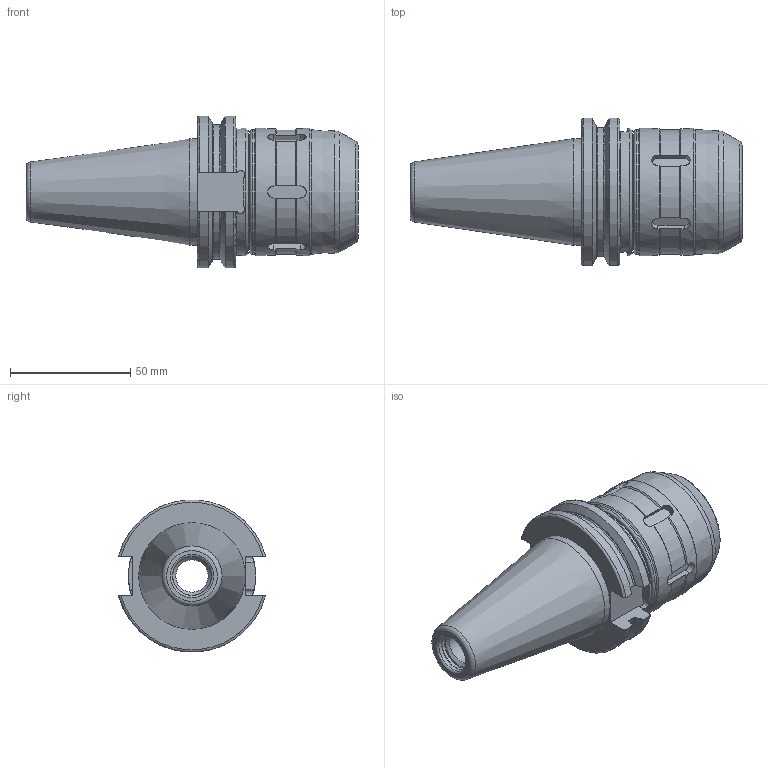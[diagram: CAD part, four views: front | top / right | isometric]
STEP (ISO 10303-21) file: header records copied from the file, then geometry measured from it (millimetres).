
FILE_DESCRIPTION(/* description */ (''),/* implementation_level */ '2;1');
FILE_NAME(/* name */ 'CAT40-MC075-0276.stp',/* time_stamp */ '2019-07-09T13:27:57-05:00',/* author */ ('ldfli'),/* organization */ (''),/* preprocessor_version */ 'ST-DEVELOPER v18',/* originating_system */ 'Autodesk Inventor LT',/* authorisation */ '');
FILE_SCHEMA (('AUTOMOTIVE_DESIGN { 1 0 10303 214 3 1 1 }'));
Length unit declared in the file: millimetre
Products named in the file (1): CAT40-MC075-0276
Bounding box: 138.28 x 61.4 x 63.31 mm (x, y, z)
Volume: 175435.5 mm3; surface area: 46091.2 mm2
Topology: 2 solids, 3 shells, 206 faces, 619 edges, 427 vertices
Faces by surface type: cylinder 67, plane 64, torus 44, cone 28, bspline 3
Full cylindrical faces by diameter (mm): 10 x1, 13.494 x1, 13.835 x1, 16.3 x1, 16.8 x1, 21 x1, 26 x1, 38.701 x1, 44.45 x1, 46.7 x2, 52 x1, 53 x3
Entity records: 8243 total; most frequent: CARTESIAN_POINT 2689, ORIENTED_EDGE 1238, DIRECTION 1127, EDGE_CURVE 619, AXIS2_PLACEMENT_3D 451, VERTEX_POINT 427, CIRCLE 244, LINE 225
